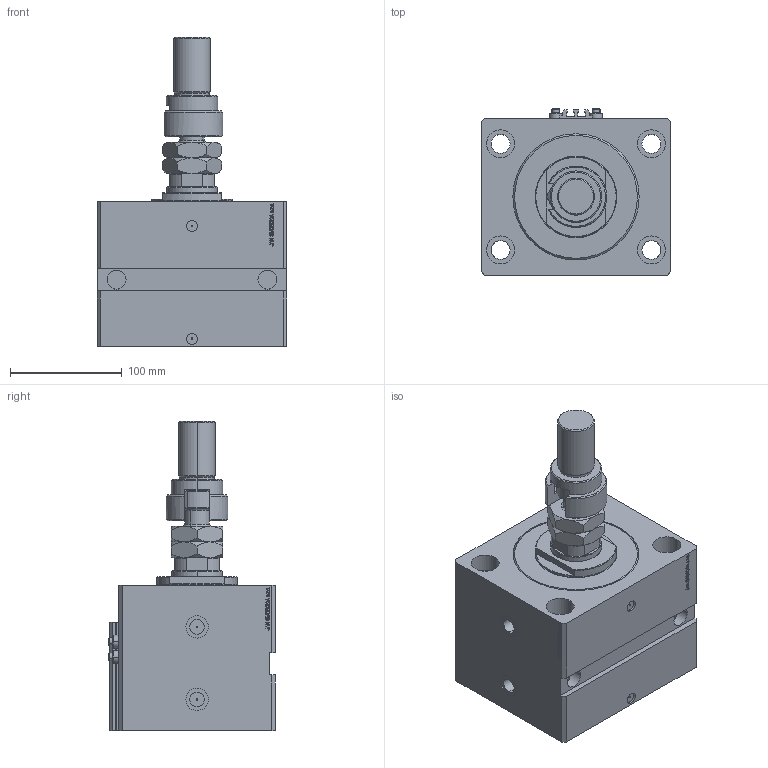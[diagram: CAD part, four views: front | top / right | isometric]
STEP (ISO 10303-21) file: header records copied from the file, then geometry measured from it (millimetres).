
FILE_DESCRIPTION (( 'STEP AP203' ), '1' );
FILE_NAME ('f9ae.STEP', '2024-05-14T20:09:08', ( '' ), ( '' ), 'SwSTEP 2.0', 'SolidWorks 2019', '' );
FILE_SCHEMA (( 'CONFIG_CONTROL_DESIGN' ));
Length unit declared in the file: millimetre
Products named in the file (8): MFA 2dde6422d85c8293222ef8f4552aeb38; ALLEN BOLT V250CE 2dde6422d85c8293222ef8f4552aeb38; V250CE_C_VCP 2dde6422d85c8293222ef8f4552aeb38; DFA 2dde6422d85c8293222ef8f4552aeb38; FEMALE_PART_FOR_DFA 2dde6422d85c8293222ef8f4552aeb38; V250CE_VC_E 2dde6422d85c8293222ef8f4552aeb38; V250CE_E_Body 2dde6422d85c8293222ef8f4552aeb38; f9ae
Assembly tree (10 placements, depth 3):
  f9ae
    V250CE_E_Body 2dde6422d85c8293222ef8f4552aeb38
    ALLEN BOLT V250CE 2dde6422d85c8293222ef8f4552aeb38  x4
    V250CE_C_VCP 2dde6422d85c8293222ef8f4552aeb38
    V250CE_VC_E 2dde6422d85c8293222ef8f4552aeb38
    DFA 2dde6422d85c8293222ef8f4552aeb38
      FEMALE_PART_FOR_DFA 2dde6422d85c8293222ef8f4552aeb38
      MFA 2dde6422d85c8293222ef8f4552aeb38
Bounding box: 170 x 149 x 277 mm (x, y, z)
Volume: 2941195.8 mm3; surface area: 323848.8 mm2
Topology: 10 solids, 10 shells, 1188 faces, 2938 edges, 1903 vertices
Faces by surface type: plane 575, bspline 368, cylinder 131, cone 96, torus 18
Entity records: 51371 total; most frequent: CARTESIAN_POINT 26296, ORIENTED_EDGE 5566, DIRECTION 3775, EDGE_CURVE 2783, VERTEX_POINT 1819, LINE 1659, VECTOR 1659, EDGE_LOOP 1252
